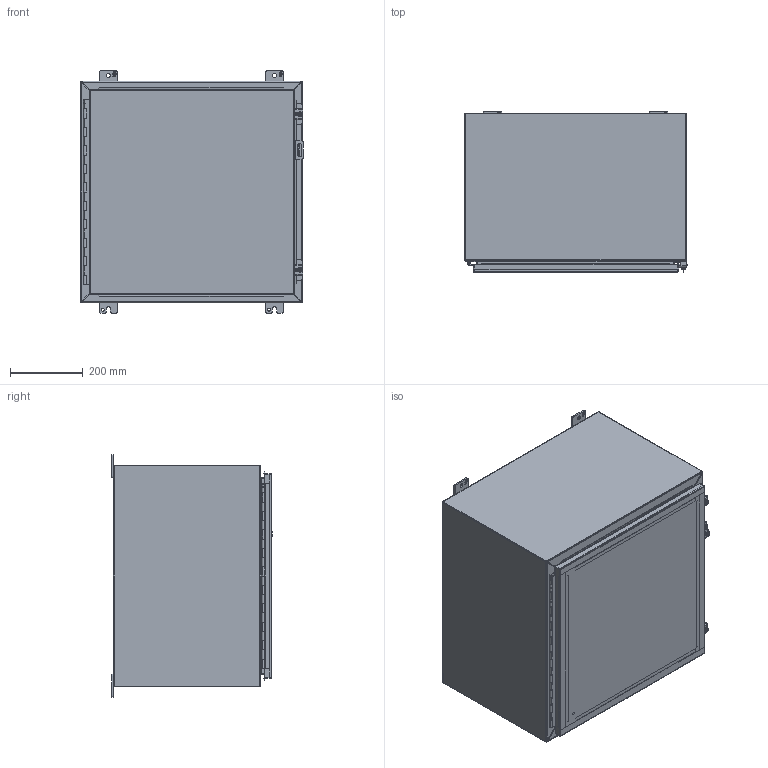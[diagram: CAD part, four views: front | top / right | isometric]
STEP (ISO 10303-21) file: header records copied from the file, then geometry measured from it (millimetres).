
FILE_DESCRIPTION (( 'STEP AP214' ), '1' );
FILE_NAME ('1418J16.STEP', '2019-10-30T19:15:37', ( '' ), ( '' ), 'SwSTEP 2.0', 'SolidWorks 2019', '' );
FILE_SCHEMA (( 'AUTOMOTIVE_DESIGN' ));
Length unit declared in the file: inch
Products named in the file (1): 1418J16
Bounding box: 612.77 x 442.9 x 666.75 mm (x, y, z)
Volume: 4477285.8 mm3; surface area: 4637511.1 mm2
Topology: 40 solids, 40 shells, 1006 faces, 2576 edges, 1673 vertices
Faces by surface type: plane 677, cylinder 267, bspline 48, sphere 8, cone 6
Full cylindrical faces by diameter (mm): 3.175 x1, 4.763 x1, 5.41 x2, 6.198 x2, 6.35 x2, 6.731 x2, 7.137 x2, 7.805 x2, 7.937 x4, 8.382 x4, 9.525 x4, 9.906 x2, 11.113 x4, 11.303 x2, 12.7 x6, 16.51 x4, 25.4 x2
Entity records: 44696 total; most frequent: CARTESIAN_POINT 7668, ORIENTED_EDGE 5012, DIRECTION 4821, EDGE_CURVE 2506, VECTOR 1865, LINE 1865, VERTEX_POINT 1673, AXIS2_PLACEMENT_3D 1478
